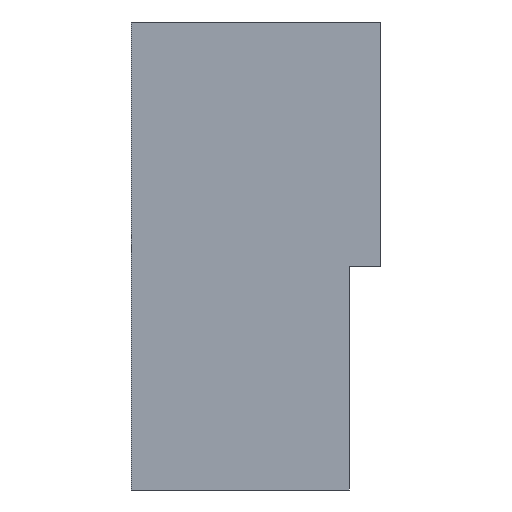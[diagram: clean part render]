
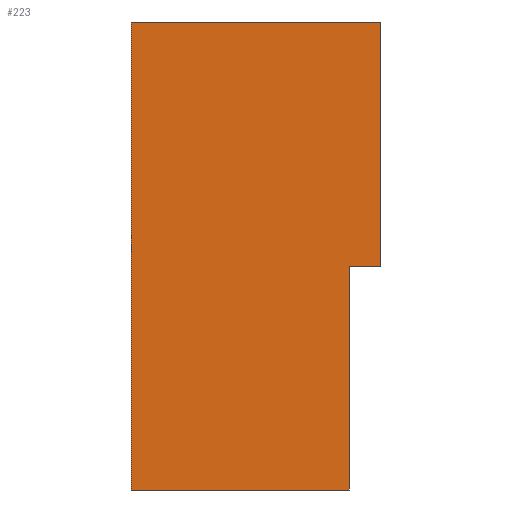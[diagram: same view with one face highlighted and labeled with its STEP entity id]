
A CAD part, front view. The second image highlights one B-rep face of the part: STEP entity #223.
In plain terms, the highlighted planar face has unit normal (0, -1, 0).
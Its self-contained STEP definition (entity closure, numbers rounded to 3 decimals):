
#3 = DIRECTION ( 'NONE',  ( -1., 0., 0. ) ) ;
#11 = ORIENTED_EDGE ( 'NONE', *, *, #152, .T. ) ;
#20 = ORIENTED_EDGE ( 'NONE', *, *, #211, .F. ) ;
#21 = VECTOR ( 'NONE', #51, 1000. ) ;
#25 = ORIENTED_EDGE ( 'NONE', *, *, #91, .T. ) ;
#33 = CARTESIAN_POINT ( 'NONE',  ( 0., 0., 0. ) ) ;
#34 = VERTEX_POINT ( 'NONE', #267 ) ;
#35 = LINE ( 'NONE', #216, #79 ) ;
#36 = DIRECTION ( 'NONE',  ( 0., 1., 0. ) ) ;
#37 = CARTESIAN_POINT ( 'NONE',  ( -2.017, 0., 0. ) ) ;
#43 = AXIS2_PLACEMENT_3D ( 'NONE', #33, #36, #126 ) ;
#44 = LINE ( 'NONE', #190, #229 ) ;
#46 = VERTEX_POINT ( 'NONE', #247 ) ;
#49 = VECTOR ( 'NONE', #3, 1000. ) ;
#51 = DIRECTION ( 'NONE',  ( -1., 0., 0. ) ) ;
#54 = DIRECTION ( 'NONE',  ( 0., 0., 1. ) ) ;
#56 = LINE ( 'NONE', #170, #108 ) ;
#59 = VERTEX_POINT ( 'NONE', #121 ) ;
#79 = VECTOR ( 'NONE', #54, 1000. ) ;
#80 = LINE ( 'NONE', #255, #49 ) ;
#91 = EDGE_CURVE ( 'NONE', #59, #148, #149, .T. ) ;
#102 = ORIENTED_EDGE ( 'NONE', *, *, #160, .F. ) ;
#104 = CARTESIAN_POINT ( 'NONE',  ( 0., 0., 0. ) ) ;
#108 = VECTOR ( 'NONE', #147, 1000. ) ;
#118 = VECTOR ( 'NONE', #119, 1000. ) ;
#119 = DIRECTION ( 'NONE',  ( 0., 0., 1. ) ) ;
#120 = DIRECTION ( 'NONE',  ( -1., 0., 0. ) ) ;
#121 = CARTESIAN_POINT ( 'NONE',  ( 0., 0., 30. ) ) ;
#126 = DIRECTION ( 'NONE',  ( 0., 0., 1. ) ) ;
#129 = FACE_OUTER_BOUND ( 'NONE', #202, .T. ) ;
#130 = ORIENTED_EDGE ( 'NONE', *, *, #146, .F. ) ;
#131 = VERTEX_POINT ( 'NONE', #209 ) ;
#146 = EDGE_CURVE ( 'NONE', #264, #131, #80, .T. ) ;
#147 = DIRECTION ( 'NONE',  ( 0., 0., -1. ) ) ;
#148 = VERTEX_POINT ( 'NONE', #172 ) ;
#149 = LINE ( 'NONE', #232, #21 ) ;
#150 = EDGE_CURVE ( 'NONE', #46, #34, #44, .T. ) ;
#152 = EDGE_CURVE ( 'NONE', #46, #59, #262, .T. ) ;
#160 = EDGE_CURVE ( 'NONE', #34, #264, #56, .T. ) ;
#170 = CARTESIAN_POINT ( 'NONE',  ( -2.017, 0., 0. ) ) ;
#172 = CARTESIAN_POINT ( 'NONE',  ( -16., 0., 30. ) ) ;
#190 = CARTESIAN_POINT ( 'NONE',  ( 0., 0., 14.343 ) ) ;
#193 = ORIENTED_EDGE ( 'NONE', *, *, #150, .F. ) ;
#202 = EDGE_LOOP ( 'NONE', ( #130, #102, #193, #11, #25, #20 ) ) ;
#209 = CARTESIAN_POINT ( 'NONE',  ( -16., 0., 0. ) ) ;
#211 = EDGE_CURVE ( 'NONE', #131, #148, #35, .T. ) ;
#216 = CARTESIAN_POINT ( 'NONE',  ( -16., 0., 0. ) ) ;
#223 = ADVANCED_FACE ( 'NONE', ( #129 ), #240, .F. ) ;
#229 = VECTOR ( 'NONE', #120, 1000. ) ;
#232 = CARTESIAN_POINT ( 'NONE',  ( 0., 0., 30. ) ) ;
#240 = PLANE ( 'NONE',  #43 ) ;
#247 = CARTESIAN_POINT ( 'NONE',  ( 0., 0., 14.343 ) ) ;
#255 = CARTESIAN_POINT ( 'NONE',  ( 0., 0., 0. ) ) ;
#262 = LINE ( 'NONE', #104, #118 ) ;
#264 = VERTEX_POINT ( 'NONE', #37 ) ;
#267 = CARTESIAN_POINT ( 'NONE',  ( -2.017, 0., 14.343 ) ) ;
